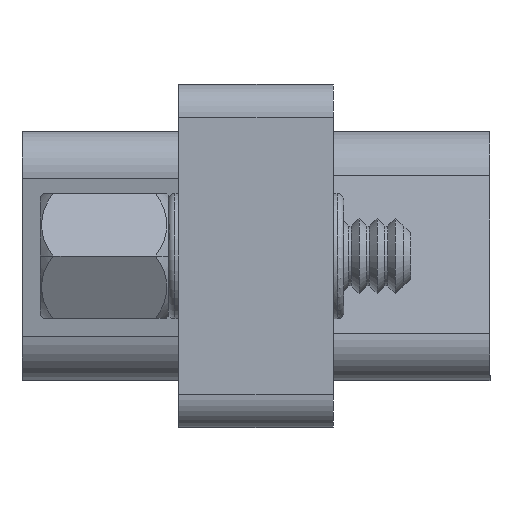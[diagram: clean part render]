
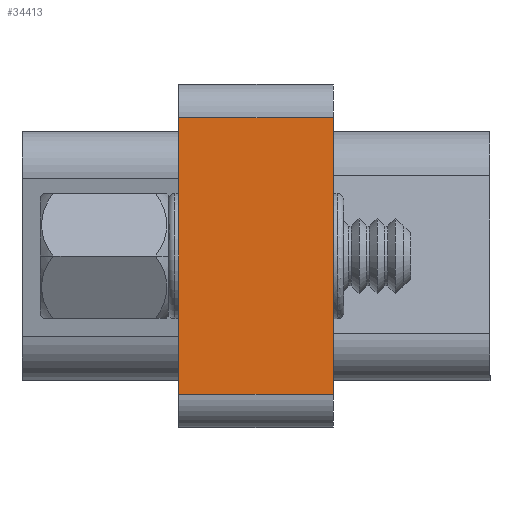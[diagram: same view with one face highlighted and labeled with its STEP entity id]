
A CAD part, left-side view. The second image highlights one B-rep face of the part: STEP entity #34413.
In plain terms, the highlighted planar face has unit normal (-1, 0, 0).
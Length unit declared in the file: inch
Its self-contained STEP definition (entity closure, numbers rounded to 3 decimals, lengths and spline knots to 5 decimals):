
#17269 = VECTOR ( 'NONE', #17331, 39.37008 ) ;
#17270 = CARTESIAN_POINT ( 'NONE',  ( -1.05, 0.115, 0.205 ) ) ;
#17271 = LINE ( 'NONE', #17270, #17269 ) ;
#17327 = DIRECTION ( 'NONE',  ( 0., -1., 0. ) ) ;
#17328 = VECTOR ( 'NONE', #17327, 39.37008 ) ;
#17329 = CARTESIAN_POINT ( 'NONE',  ( -1.05, 0.115, -0.205 ) ) ;
#17330 = LINE ( 'NONE', #17329, #17328 ) ;
#17331 = DIRECTION ( 'NONE',  ( 0., 1., 0. ) ) ;
#17336 = CARTESIAN_POINT ( 'NONE',  ( -1.05, 0.115, 0.205 ) ) ;
#17337 = CARTESIAN_POINT ( 'NONE',  ( -1.05, 0.115, -0.205 ) ) ;
#18826 = DIRECTION ( 'NONE',  ( 0., 0., 1. ) ) ;
#18831 = CARTESIAN_POINT ( 'NONE',  ( -1.05, -0.115, 0.255 ) ) ;
#18861 = VECTOR ( 'NONE', #18826, 39.37008 ) ;
#19717 = LINE ( 'NONE', #18831, #18861 ) ;
#20102 = DIRECTION ( 'NONE',  ( 0., 0., -1. ) ) ;
#20103 = DIRECTION ( 'NONE',  ( 1., 0., 0. ) ) ;
#20104 = CARTESIAN_POINT ( 'NONE',  ( -1.05, 0.115, 0.255 ) ) ;
#20105 = AXIS2_PLACEMENT_3D ( 'NONE', #20104, #20103, #20102 ) ;
#20106 = PLANE ( 'NONE',  #20105 ) ;
#20108 = FACE_OUTER_BOUND ( 'NONE', #34414, .T. ) ;
#20187 = CARTESIAN_POINT ( 'NONE',  ( -1.05, -0.115, 0.205 ) ) ;
#20189 = CARTESIAN_POINT ( 'NONE',  ( -1.05, -0.115, -0.205 ) ) ;
#32990 = DIRECTION ( 'NONE',  ( 0., 0., 1. ) ) ;
#32991 = VECTOR ( 'NONE', #32990, 39.37008 ) ;
#32992 = CARTESIAN_POINT ( 'NONE',  ( -1.05, 0.115, 0.255 ) ) ;
#32993 = LINE ( 'NONE', #32992, #32991 ) ;
#33476 = EDGE_CURVE ( 'NONE', #33654, #33656, #32993, .T. ) ;
#33624 = EDGE_CURVE ( 'NONE', #34418, #33656, #17271, .T. ) ;
#33625 = EDGE_CURVE ( 'NONE', #33654, #34417, #17330, .T. ) ;
#33654 = VERTEX_POINT ( 'NONE', #17337 ) ;
#33656 = VERTEX_POINT ( 'NONE', #17336 ) ;
#33938 = ORIENTED_EDGE ( 'NONE', *, *, #33476, .F. ) ;
#33939 = ORIENTED_EDGE ( 'NONE', *, *, #33625, .T. ) ;
#34413 = ADVANCED_FACE ( 'NONE', ( #20108 ), #20106, .F. ) ;
#34414 = EDGE_LOOP ( 'NONE', ( #34415, #34419, #33938, #33939 ) ) ;
#34415 = ORIENTED_EDGE ( 'NONE', *, *, #34416, .T. ) ;
#34416 = EDGE_CURVE ( 'NONE', #34417, #34418, #19717, .T. ) ;
#34417 = VERTEX_POINT ( 'NONE', #20189 ) ;
#34418 = VERTEX_POINT ( 'NONE', #20187 ) ;
#34419 = ORIENTED_EDGE ( 'NONE', *, *, #33624, .T. ) ;
